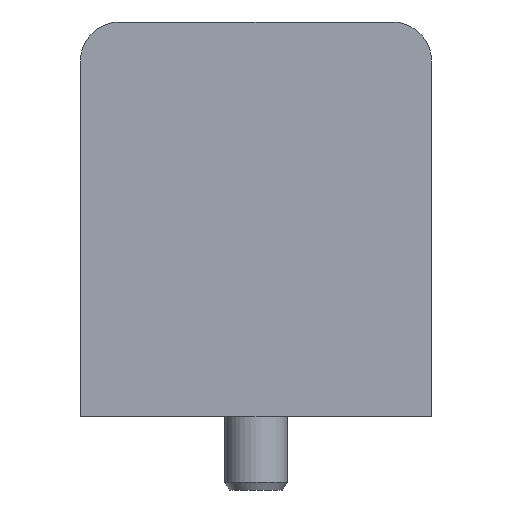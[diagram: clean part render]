
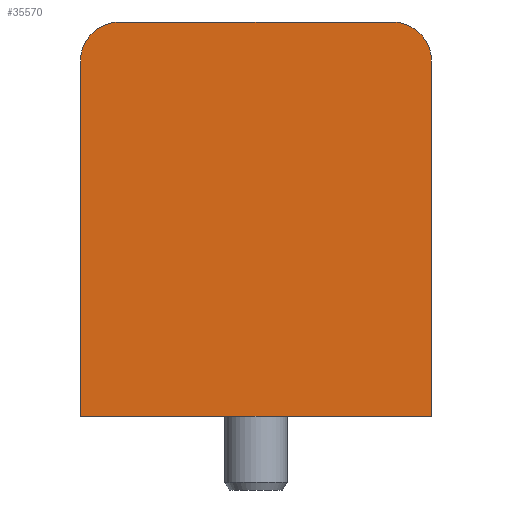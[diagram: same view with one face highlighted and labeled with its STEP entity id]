
A CAD part, left-side view. The second image highlights one B-rep face of the part: STEP entity #35570.
In plain terms, the highlighted planar face has unit normal (-1, 0, 0).
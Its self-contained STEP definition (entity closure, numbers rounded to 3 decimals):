
#2231 = ORIENTED_EDGE ( 'NONE', *, *, #34025, .F. ) ;
#3111 = ORIENTED_EDGE ( 'NONE', *, *, #23869, .T. ) ;
#3820 = AXIS2_PLACEMENT_3D ( 'NONE', #20888, #25892, #23076 ) ;
#5082 = EDGE_CURVE ( 'NONE', #25594, #27246, #17902, .T. ) ;
#5649 = CARTESIAN_POINT ( 'NONE',  ( -5.8, 17.5, 17.5 ) ) ;
#6502 = VERTEX_POINT ( 'NONE', #25844 ) ;
#7930 = EDGE_CURVE ( 'NONE', #24886, #25594, #33614, .T. ) ;
#7932 = CARTESIAN_POINT ( 'NONE',  ( -5.8, -22.5, 22.5 ) ) ;
#9415 = ORIENTED_EDGE ( 'NONE', *, *, #15901, .T. ) ;
#9496 = CARTESIAN_POINT ( 'NONE',  ( -5.8, -22.5, -28.051 ) ) ;
#9604 = VECTOR ( 'NONE', #17287, 1000. ) ;
#10443 = EDGE_LOOP ( 'NONE', ( #27163, #35768, #3111, #2231, #9415, #28125 ) ) ;
#11045 = CARTESIAN_POINT ( 'NONE',  ( -5.8, -22.5, -28.051 ) ) ;
#11160 = DIRECTION ( 'NONE',  ( 0., 1., 0. ) ) ;
#11532 = DIRECTION ( 'NONE',  ( 0., 0., 1. ) ) ;
#11615 = VERTEX_POINT ( 'NONE', #35646 ) ;
#11756 = DIRECTION ( 'NONE',  ( -1., 0., 0. ) ) ;
#12333 = DIRECTION ( 'NONE',  ( 0., 0., -1. ) ) ;
#12877 = AXIS2_PLACEMENT_3D ( 'NONE', #25607, #11756, #11532 ) ;
#13586 = DIRECTION ( 'NONE',  ( 0., -1., 0. ) ) ;
#14342 = PLANE ( 'NONE',  #12877 ) ;
#15693 = FACE_OUTER_BOUND ( 'NONE', #10443, .T. ) ;
#15901 = EDGE_CURVE ( 'NONE', #11615, #6502, #33106, .T. ) ;
#17287 = DIRECTION ( 'NONE',  ( 0., 0., 1. ) ) ;
#17429 = CARTESIAN_POINT ( 'NONE',  ( -5.8, -17.5, 22.5 ) ) ;
#17902 = LINE ( 'NONE', #11045, #27062 ) ;
#18389 = VERTEX_POINT ( 'NONE', #17429 ) ;
#20595 = CARTESIAN_POINT ( 'NONE',  ( -5.8, -22.5, -22.5 ) ) ;
#20888 = CARTESIAN_POINT ( 'NONE',  ( -5.8, -17.5, 17.5 ) ) ;
#23076 = DIRECTION ( 'NONE',  ( 0., 0., 1. ) ) ;
#23869 = EDGE_CURVE ( 'NONE', #24886, #18389, #30406, .T. ) ;
#23994 = VECTOR ( 'NONE', #13586, 1000. ) ;
#24091 = CARTESIAN_POINT ( 'NONE',  ( -5.8, -22.5, 17.5 ) ) ;
#24701 = EDGE_CURVE ( 'NONE', #27246, #6502, #28640, .T. ) ;
#24886 = VERTEX_POINT ( 'NONE', #24091 ) ;
#25594 = VERTEX_POINT ( 'NONE', #9496 ) ;
#25607 = CARTESIAN_POINT ( 'NONE',  ( -5.8, 0., 0. ) ) ;
#25844 = CARTESIAN_POINT ( 'NONE',  ( -5.8, 22.5, 17.5 ) ) ;
#25892 = DIRECTION ( 'NONE',  ( -1., 0., 0. ) ) ;
#26158 = CARTESIAN_POINT ( 'NONE',  ( -5.8, 22.5, 22.5 ) ) ;
#26279 = VECTOR ( 'NONE', #12333, 1000. ) ;
#27062 = VECTOR ( 'NONE', #11160, 1000. ) ;
#27163 = ORIENTED_EDGE ( 'NONE', *, *, #5082, .F. ) ;
#27246 = VERTEX_POINT ( 'NONE', #34999 ) ;
#27299 = DIRECTION ( 'NONE',  ( 0., 0., 1. ) ) ;
#28125 = ORIENTED_EDGE ( 'NONE', *, *, #24701, .F. ) ;
#28640 = LINE ( 'NONE', #26158, #9604 ) ;
#30050 = LINE ( 'NONE', #7932, #23994 ) ;
#30180 = DIRECTION ( 'NONE',  ( -1., 0., 0. ) ) ;
#30406 = CIRCLE ( 'NONE', #3820, 5. ) ;
#31619 = AXIS2_PLACEMENT_3D ( 'NONE', #5649, #30180, #27299 ) ;
#33106 = CIRCLE ( 'NONE', #31619, 5. ) ;
#33614 = LINE ( 'NONE', #20595, #26279 ) ;
#34025 = EDGE_CURVE ( 'NONE', #11615, #18389, #30050, .T. ) ;
#34999 = CARTESIAN_POINT ( 'NONE',  ( -5.8, 22.5, -28.051 ) ) ;
#35570 = ADVANCED_FACE ( 'NONE', ( #15693 ), #14342, .T. ) ;
#35646 = CARTESIAN_POINT ( 'NONE',  ( -5.8, 17.5, 22.5 ) ) ;
#35768 = ORIENTED_EDGE ( 'NONE', *, *, #7930, .F. ) ;
